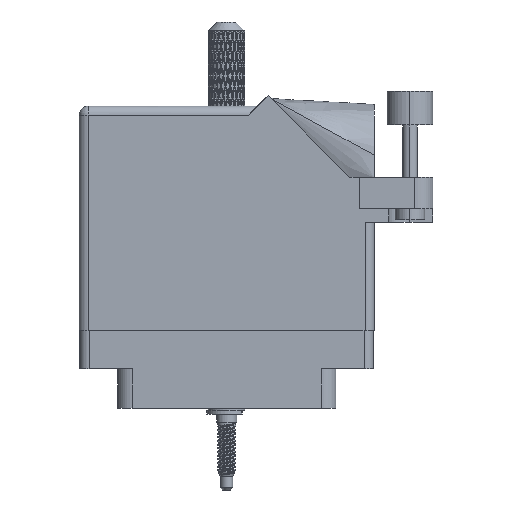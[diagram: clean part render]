
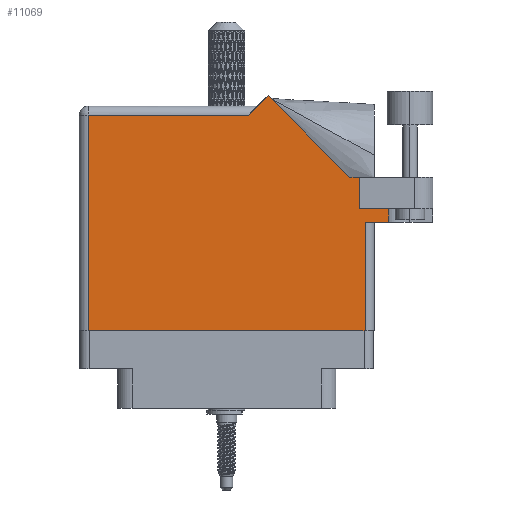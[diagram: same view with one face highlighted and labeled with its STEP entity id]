
A CAD part, front view. The second image highlights one B-rep face of the part: STEP entity #11069.
In plain terms, the highlighted face is planar.
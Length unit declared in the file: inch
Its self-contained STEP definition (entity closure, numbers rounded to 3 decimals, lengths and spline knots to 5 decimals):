
#126 = ORIENTED_EDGE ( 'NONE', *, *, #45107, .T. ) ;
#181 = CARTESIAN_POINT ( 'NONE',  ( 0.062, 0., 0. ) ) ;
#1851 = VERTEX_POINT ( 'NONE', #48577 ) ;
#2577 = VERTEX_POINT ( 'NONE', #94306 ) ;
#3030 = LINE ( 'NONE', #36440, #94352 ) ;
#4898 = EDGE_CURVE ( 'NONE', #2577, #104702, #44914, .T. ) ;
#4913 = LINE ( 'NONE', #68098, #73301 ) ;
#5178 = VERTEX_POINT ( 'NONE', #41236 ) ;
#5765 = CARTESIAN_POINT ( 'NONE',  ( 1.91, 0.831, 0. ) ) ;
#6566 = VERTEX_POINT ( 'NONE', #14468 ) ;
#7237 = DIRECTION ( 'NONE',  ( 0., -1., 0. ) ) ;
#8198 = LINE ( 'NONE', #23631, #78042 ) ;
#9153 = DIRECTION ( 'NONE',  ( 1., 0., 0. ) ) ;
#11069 = ADVANCED_FACE ( 'NONE', ( #27645 ), #61273, .F. ) ;
#14468 = CARTESIAN_POINT ( 'NONE',  ( 2.1115, 0.737, 0. ) ) ;
#17169 = ORIENTED_EDGE ( 'NONE', *, *, #69841, .T. ) ;
#17345 = ORIENTED_EDGE ( 'NONE', *, *, #76770, .T. ) ;
#20197 = DIRECTION ( 'NONE',  ( -1., 0., 0. ) ) ;
#20951 = CARTESIAN_POINT ( 'NONE',  ( 1.91, 1.044, 0. ) ) ;
#22009 = LINE ( 'NONE', #5765, #76512 ) ;
#22131 = VECTOR ( 'NONE', #87913, 39.37008 ) ;
#22142 = VECTOR ( 'NONE', #25963, 39.37008 ) ;
#23631 = CARTESIAN_POINT ( 'NONE',  ( 0.062, 0., 0. ) ) ;
#24556 = CARTESIAN_POINT ( 'NONE',  ( 1.948, 0.737, 0. ) ) ;
#25963 = DIRECTION ( 'NONE',  ( -0.707, 0.707, 0. ) ) ;
#26128 = CARTESIAN_POINT ( 'NONE',  ( 1.91, 0.831, 0. ) ) ;
#26639 = ORIENTED_EDGE ( 'NONE', *, *, #61298, .F. ) ;
#27494 = DIRECTION ( 'NONE',  ( 1., 0., 0. ) ) ;
#27645 = FACE_OUTER_BOUND ( 'NONE', #44989, .T. ) ;
#31341 = CARTESIAN_POINT ( 'NONE',  ( 0., 1.468, 0. ) ) ;
#34453 = VECTOR ( 'NONE', #56125, 39.37008 ) ;
#35124 = ORIENTED_EDGE ( 'NONE', *, *, #36017, .T. ) ;
#36017 = EDGE_CURVE ( 'NONE', #94093, #2577, #4913, .T. ) ;
#36440 = CARTESIAN_POINT ( 'NONE',  ( 1.217, 1.53, 0. ) ) ;
#36905 = EDGE_CURVE ( 'NONE', #1851, #6566, #101099, .T. ) ;
#39441 = VECTOR ( 'NONE', #9153, 39.37008 ) ;
#39946 = VECTOR ( 'NONE', #7237, 39.37008 ) ;
#41236 = CARTESIAN_POINT ( 'NONE',  ( 1.155, 1.468, 0. ) ) ;
#42949 = CARTESIAN_POINT ( 'NONE',  ( 1.84442, 1.044, 0. ) ) ;
#43574 = EDGE_CURVE ( 'NONE', #56545, #1851, #85130, .T. ) ;
#44914 = LINE ( 'NONE', #42949, #22142 ) ;
#44989 = EDGE_LOOP ( 'NONE', ( #17345, #89618, #90693, #26639, #104509, #17169, #35124, #49263, #96934, #126, #79142 ) ) ;
#45107 = EDGE_CURVE ( 'NONE', #5178, #105198, #72817, .T. ) ;
#45964 = EDGE_CURVE ( 'NONE', #104702, #5178, #3030, .T. ) ;
#46542 = DIRECTION ( 'NONE',  ( 0., 1., 0. ) ) ;
#46997 = VERTEX_POINT ( 'NONE', #181 ) ;
#48577 = CARTESIAN_POINT ( 'NONE',  ( 1.948, 0.737, 0. ) ) ;
#49263 = ORIENTED_EDGE ( 'NONE', *, *, #4898, .T. ) ;
#49366 = AXIS2_PLACEMENT_3D ( 'NONE', #101293, #52461, #20197 ) ;
#50331 = CARTESIAN_POINT ( 'NONE',  ( 2.1115, 0.831, 0. ) ) ;
#50514 = CARTESIAN_POINT ( 'NONE',  ( 2.1115, 1.16177, 0. ) ) ;
#50580 = CARTESIAN_POINT ( 'NONE',  ( 0., 0., 0. ) ) ;
#52461 = DIRECTION ( 'NONE',  ( 0., 0., -1. ) ) ;
#56125 = DIRECTION ( 'NONE',  ( 0., 1., 0. ) ) ;
#56545 = VERTEX_POINT ( 'NONE', #87446 ) ;
#61013 = LINE ( 'NONE', #26128, #39441 ) ;
#61273 = PLANE ( 'NONE',  #49366 ) ;
#61298 = EDGE_CURVE ( 'NONE', #81334, #6566, #83017, .T. ) ;
#63429 = EDGE_CURVE ( 'NONE', #77233, #81334, #61013, .T. ) ;
#64406 = VECTOR ( 'NONE', #27494, 39.37008 ) ;
#67813 = CARTESIAN_POINT ( 'NONE',  ( 1.28771, 1.60071, 0. ) ) ;
#68098 = CARTESIAN_POINT ( 'NONE',  ( 2.41, 1.044, 0. ) ) ;
#69841 = EDGE_CURVE ( 'NONE', #77233, #94093, #22009, .T. ) ;
#72817 = LINE ( 'NONE', #31341, #22131 ) ;
#73301 = VECTOR ( 'NONE', #93257, 39.37008 ) ;
#75824 = LINE ( 'NONE', #50580, #64406 ) ;
#75907 = CARTESIAN_POINT ( 'NONE',  ( 1.91, 0.831, 0. ) ) ;
#76512 = VECTOR ( 'NONE', #46542, 39.37008 ) ;
#76770 = EDGE_CURVE ( 'NONE', #46997, #56545, #75824, .T. ) ;
#77233 = VERTEX_POINT ( 'NONE', #75907 ) ;
#78042 = VECTOR ( 'NONE', #80647, 39.37008 ) ;
#79142 = ORIENTED_EDGE ( 'NONE', *, *, #82238, .T. ) ;
#80647 = DIRECTION ( 'NONE',  ( 0., -1., 0. ) ) ;
#81334 = VERTEX_POINT ( 'NONE', #50331 ) ;
#82238 = EDGE_CURVE ( 'NONE', #105198, #46997, #8198, .T. ) ;
#83017 = LINE ( 'NONE', #50514, #39946 ) ;
#85130 = LINE ( 'NONE', #24556, #34453 ) ;
#87446 = CARTESIAN_POINT ( 'NONE',  ( 1.948, 0., 0. ) ) ;
#87913 = DIRECTION ( 'NONE',  ( -1., 0., 0. ) ) ;
#89618 = ORIENTED_EDGE ( 'NONE', *, *, #43574, .T. ) ;
#90106 = CARTESIAN_POINT ( 'NONE',  ( 2.01, 0.737, 0. ) ) ;
#90693 = ORIENTED_EDGE ( 'NONE', *, *, #36905, .T. ) ;
#93105 = DIRECTION ( 'NONE',  ( -0.707, -0.707, 0. ) ) ;
#93257 = DIRECTION ( 'NONE',  ( -1., 0., 0. ) ) ;
#93481 = VECTOR ( 'NONE', #98270, 39.37008 ) ;
#94093 = VERTEX_POINT ( 'NONE', #20951 ) ;
#94146 = CARTESIAN_POINT ( 'NONE',  ( 0.062, 1.468, 0. ) ) ;
#94306 = CARTESIAN_POINT ( 'NONE',  ( 1.84442, 1.044, 0. ) ) ;
#94352 = VECTOR ( 'NONE', #93105, 39.37008 ) ;
#96934 = ORIENTED_EDGE ( 'NONE', *, *, #45964, .T. ) ;
#98270 = DIRECTION ( 'NONE',  ( 1., 0., 0. ) ) ;
#101099 = LINE ( 'NONE', #90106, #93481 ) ;
#101293 = CARTESIAN_POINT ( 'NONE',  ( 0., 1.53, 0. ) ) ;
#104509 = ORIENTED_EDGE ( 'NONE', *, *, #63429, .F. ) ;
#104702 = VERTEX_POINT ( 'NONE', #67813 ) ;
#105198 = VERTEX_POINT ( 'NONE', #94146 ) ;
